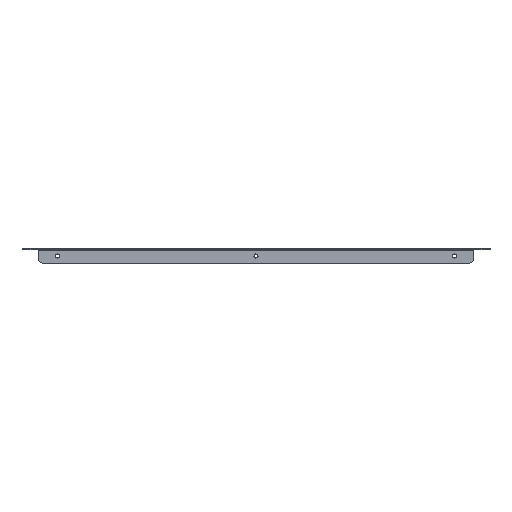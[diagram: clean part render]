
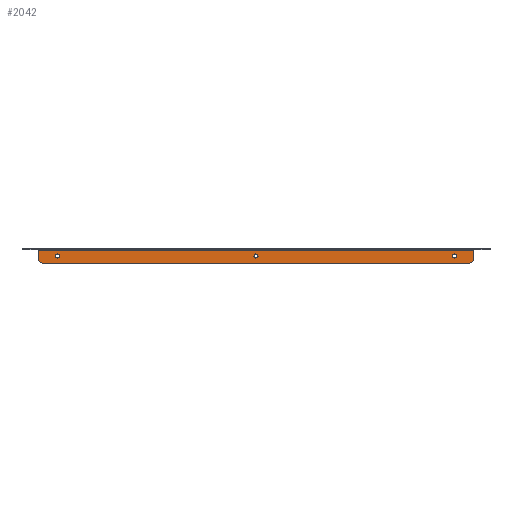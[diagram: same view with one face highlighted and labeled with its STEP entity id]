
A CAD part, front view. The second image highlights one B-rep face of the part: STEP entity #2042.
In plain terms, the highlighted planar face has unit normal (0, -1, 0).
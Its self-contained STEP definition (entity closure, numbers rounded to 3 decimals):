
#33 = CARTESIAN_POINT ( 'NONE',  ( -221.25, -299.8, -10. ) ) ;
#41 = DIRECTION ( 'NONE',  ( 0., 0., 1. ) ) ;
#45 = VERTEX_POINT ( 'NONE', #2158 ) ;
#50 = CARTESIAN_POINT ( 'NONE',  ( -226.25, -299.8, -0.919 ) ) ;
#76 = AXIS2_PLACEMENT_3D ( 'NONE', #33, #2231, #760 ) ;
#91 = AXIS2_PLACEMENT_3D ( 'NONE', #967, #243, #41 ) ;
#107 = CARTESIAN_POINT ( 'NONE',  ( -206.25, -299.8, -5.4 ) ) ;
#156 = CARTESIAN_POINT ( 'NONE',  ( -226.25, -299.8, -10. ) ) ;
#190 = ORIENTED_EDGE ( 'NONE', *, *, #1806, .T. ) ;
#243 = DIRECTION ( 'NONE',  ( 0., -1., 0. ) ) ;
#283 = CIRCLE ( 'NONE', #1385, 2.1 ) ;
#372 = FACE_BOUND ( 'NONE', #1803, .T. ) ;
#375 = DIRECTION ( 'NONE',  ( 0., 0., -1. ) ) ;
#396 = VERTEX_POINT ( 'NONE', #107 ) ;
#421 = CARTESIAN_POINT ( 'NONE',  ( 226.25, -299.8, 0. ) ) ;
#428 = CIRCLE ( 'NONE', #674, 2.1 ) ;
#455 = FACE_OUTER_BOUND ( 'NONE', #1955, .T. ) ;
#461 = LINE ( 'NONE', #682, #2382 ) ;
#490 = VECTOR ( 'NONE', #1913, 1000. ) ;
#548 = DIRECTION ( 'NONE',  ( 0., 1., 0. ) ) ;
#557 = DIRECTION ( 'NONE',  ( 0., 0., 1. ) ) ;
#558 = VERTEX_POINT ( 'NONE', #156 ) ;
#563 = EDGE_CURVE ( 'NONE', #1201, #558, #1869, .T. ) ;
#566 = VERTEX_POINT ( 'NONE', #1409 ) ;
#586 = DIRECTION ( 'NONE',  ( 0., 0., 1. ) ) ;
#600 = CIRCLE ( 'NONE', #76, 5. ) ;
#611 = EDGE_CURVE ( 'NONE', #558, #1168, #600, .T. ) ;
#649 = CIRCLE ( 'NONE', #915, 2.1 ) ;
#661 = ORIENTED_EDGE ( 'NONE', *, *, #2216, .T. ) ;
#674 = AXIS2_PLACEMENT_3D ( 'NONE', #1773, #1976, #2159 ) ;
#682 = CARTESIAN_POINT ( 'NONE',  ( 0., -299.8, -15. ) ) ;
#686 = FACE_BOUND ( 'NONE', #990, .T. ) ;
#758 = EDGE_LOOP ( 'NONE', ( #190 ) ) ;
#760 = DIRECTION ( 'NONE',  ( 0., 0., 1. ) ) ;
#794 = CARTESIAN_POINT ( 'NONE',  ( 0., -299.8, -7.5 ) ) ;
#862 = FACE_BOUND ( 'NONE', #758, .T. ) ;
#909 = CARTESIAN_POINT ( 'NONE',  ( 0., -299.8, 0. ) ) ;
#915 = AXIS2_PLACEMENT_3D ( 'NONE', #1343, #2072, #1702 ) ;
#916 = PLANE ( 'NONE',  #1971 ) ;
#967 = CARTESIAN_POINT ( 'NONE',  ( 221.25, -299.8, -10. ) ) ;
#969 = DIRECTION ( 'NONE',  ( 0., 1., 0. ) ) ;
#990 = EDGE_LOOP ( 'NONE', ( #661 ) ) ;
#1096 = LINE ( 'NONE', #1548, #1506 ) ;
#1132 = EDGE_CURVE ( 'NONE', #1309, #1725, #1280, .T. ) ;
#1164 = LINE ( 'NONE', #421, #490 ) ;
#1168 = VERTEX_POINT ( 'NONE', #1592 ) ;
#1201 = VERTEX_POINT ( 'NONE', #50 ) ;
#1209 = DIRECTION ( 'NONE',  ( 1., 0., 0. ) ) ;
#1242 = CARTESIAN_POINT ( 'NONE',  ( 221.25, -299.8, -15. ) ) ;
#1261 = EDGE_CURVE ( 'NONE', #1725, #2013, #1164, .T. ) ;
#1280 = CIRCLE ( 'NONE', #91, 5. ) ;
#1284 = ORIENTED_EDGE ( 'NONE', *, *, #563, .T. ) ;
#1299 = EDGE_CURVE ( 'NONE', #1168, #1309, #461, .T. ) ;
#1309 = VERTEX_POINT ( 'NONE', #1242 ) ;
#1334 = ORIENTED_EDGE ( 'NONE', *, *, #1261, .T. ) ;
#1340 = ORIENTED_EDGE ( 'NONE', *, *, #2169, .T. ) ;
#1343 = CARTESIAN_POINT ( 'NONE',  ( 206.25, -299.8, -7.5 ) ) ;
#1385 = AXIS2_PLACEMENT_3D ( 'NONE', #794, #969, #586 ) ;
#1409 = CARTESIAN_POINT ( 'NONE',  ( 0., -299.8, -5.4 ) ) ;
#1506 = VECTOR ( 'NONE', #1209, 1000. ) ;
#1548 = CARTESIAN_POINT ( 'NONE',  ( -228.796, -299.8, -0.919 ) ) ;
#1592 = CARTESIAN_POINT ( 'NONE',  ( -221.25, -299.8, -15. ) ) ;
#1649 = CARTESIAN_POINT ( 'NONE',  ( 226.25, -299.8, -0.919 ) ) ;
#1702 = DIRECTION ( 'NONE',  ( 0., 0., 1. ) ) ;
#1725 = VERTEX_POINT ( 'NONE', #2109 ) ;
#1773 = CARTESIAN_POINT ( 'NONE',  ( -206.25, -299.8, -7.5 ) ) ;
#1782 = VECTOR ( 'NONE', #375, 1000. ) ;
#1803 = EDGE_LOOP ( 'NONE', ( #1340 ) ) ;
#1806 = EDGE_CURVE ( 'NONE', #396, #396, #428, .T. ) ;
#1869 = LINE ( 'NONE', #1874, #1782 ) ;
#1874 = CARTESIAN_POINT ( 'NONE',  ( -226.25, -299.8, 0. ) ) ;
#1913 = DIRECTION ( 'NONE',  ( 0., 0., 1. ) ) ;
#1955 = EDGE_LOOP ( 'NONE', ( #1284, #2267, #2146, #1999, #1334, #2161 ) ) ;
#1971 = AXIS2_PLACEMENT_3D ( 'NONE', #909, #548, #557 ) ;
#1976 = DIRECTION ( 'NONE',  ( 0., 1., 0. ) ) ;
#1999 = ORIENTED_EDGE ( 'NONE', *, *, #1132, .T. ) ;
#2013 = VERTEX_POINT ( 'NONE', #1649 ) ;
#2042 = ADVANCED_FACE ( 'NONE', ( #862, #372, #686, #455 ), #916, .F. ) ;
#2072 = DIRECTION ( 'NONE',  ( 0., 1., 0. ) ) ;
#2109 = CARTESIAN_POINT ( 'NONE',  ( 226.25, -299.8, -10. ) ) ;
#2146 = ORIENTED_EDGE ( 'NONE', *, *, #1299, .T. ) ;
#2158 = CARTESIAN_POINT ( 'NONE',  ( 206.25, -299.8, -5.4 ) ) ;
#2159 = DIRECTION ( 'NONE',  ( 0., 0., 1. ) ) ;
#2161 = ORIENTED_EDGE ( 'NONE', *, *, #2280, .F. ) ;
#2169 = EDGE_CURVE ( 'NONE', #566, #566, #283, .T. ) ;
#2180 = DIRECTION ( 'NONE',  ( 1., 0., 0. ) ) ;
#2216 = EDGE_CURVE ( 'NONE', #45, #45, #649, .T. ) ;
#2231 = DIRECTION ( 'NONE',  ( 0., -1., 0. ) ) ;
#2267 = ORIENTED_EDGE ( 'NONE', *, *, #611, .T. ) ;
#2280 = EDGE_CURVE ( 'NONE', #1201, #2013, #1096, .T. ) ;
#2382 = VECTOR ( 'NONE', #2180, 1000. ) ;
